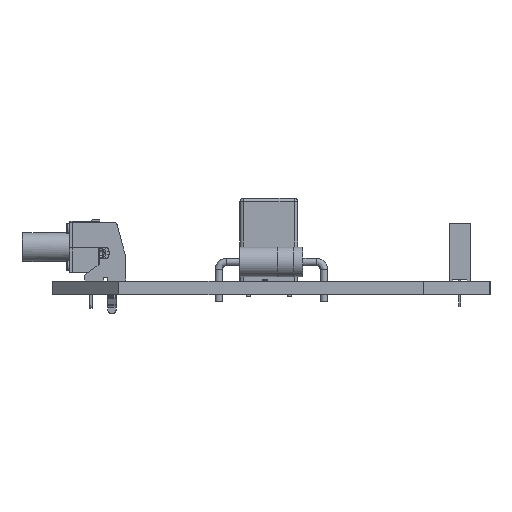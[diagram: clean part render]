
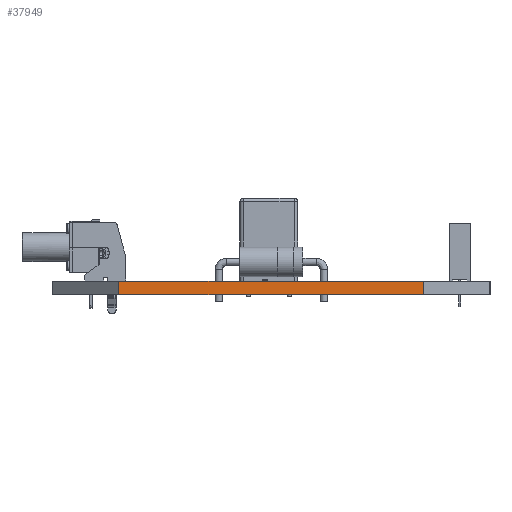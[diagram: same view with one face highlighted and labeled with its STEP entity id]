
A CAD part, front view. The second image highlights one B-rep face of the part: STEP entity #37949.
In plain terms, the highlighted planar face has unit normal (0, -1, 0).
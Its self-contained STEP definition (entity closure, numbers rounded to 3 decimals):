
#29497 = PLANE('',#29498);
#29498 = AXIS2_PLACEMENT_3D('',#29499,#29500,#29501);
#29499 = CARTESIAN_POINT('',(157.182,-102.548,1.6));
#29500 = DIRECTION('',(-0.,-0.,-1.));
#29501 = DIRECTION('',(-1.,0.,0.));
#29551 = PLANE('',#29552);
#29552 = AXIS2_PLACEMENT_3D('',#29553,#29554,#29555);
#29553 = CARTESIAN_POINT('',(157.182,-102.548,0.));
#29554 = DIRECTION('',(-0.,-0.,-1.));
#29555 = DIRECTION('',(-1.,0.,0.));
#29744 = VERTEX_POINT('',#29745);
#29745 = CARTESIAN_POINT('',(175.579,-152.969,0.));
#29759 = PLANE('',#29760);
#29760 = AXIS2_PLACEMENT_3D('',#29761,#29762,#29763);
#29761 = CARTESIAN_POINT('',(183.561,-144.987,0.));
#29762 = DIRECTION('',(0.707,-0.707,0.));
#29763 = DIRECTION('',(-0.707,-0.707,0.));
#29771 = EDGE_CURVE('',#29744,#29772,#29774,.T.);
#29772 = VERTEX_POINT('',#29773);
#29773 = CARTESIAN_POINT('',(138.777,-152.969,0.));
#29774 = SURFACE_CURVE('',#29775,(#29779,#29786),.PCURVE_S1.);
#29775 = LINE('',#29776,#29777);
#29776 = CARTESIAN_POINT('',(175.579,-152.969,0.));
#29777 = VECTOR('',#29778,1.);
#29778 = DIRECTION('',(-1.,0.,0.));
#29779 = PCURVE('',#29551,#29780);
#29780 = DEFINITIONAL_REPRESENTATION('',(#29781),#29785);
#29781 = LINE('',#29782,#29783);
#29782 = CARTESIAN_POINT('',(-18.397,-50.421));
#29783 = VECTOR('',#29784,1.);
#29784 = DIRECTION('',(1.,0.));
#29785 = ( GEOMETRIC_REPRESENTATION_CONTEXT(2) 
PARAMETRIC_REPRESENTATION_CONTEXT() REPRESENTATION_CONTEXT('2D SPACE',''
  ) );
#29786 = PCURVE('',#29787,#29792);
#29787 = PLANE('',#29788);
#29788 = AXIS2_PLACEMENT_3D('',#29789,#29790,#29791);
#29789 = CARTESIAN_POINT('',(175.579,-152.969,0.));
#29790 = DIRECTION('',(0.,-1.,0.));
#29791 = DIRECTION('',(-1.,0.,0.));
#29792 = DEFINITIONAL_REPRESENTATION('',(#29793),#29797);
#29793 = LINE('',#29794,#29795);
#29794 = CARTESIAN_POINT('',(0.,-0.));
#29795 = VECTOR('',#29796,1.);
#29796 = DIRECTION('',(1.,0.));
#29797 = ( GEOMETRIC_REPRESENTATION_CONTEXT(2) 
PARAMETRIC_REPRESENTATION_CONTEXT() REPRESENTATION_CONTEXT('2D SPACE',''
  ) );
#29815 = PLANE('',#29816);
#29816 = AXIS2_PLACEMENT_3D('',#29817,#29818,#29819);
#29817 = CARTESIAN_POINT('',(138.777,-152.969,0.));
#29818 = DIRECTION('',(-0.708,-0.706,0.));
#29819 = DIRECTION('',(-0.706,0.708,0.));
#34140 = VERTEX_POINT('',#34141);
#34141 = CARTESIAN_POINT('',(175.579,-152.969,1.6));
#34162 = EDGE_CURVE('',#34140,#34163,#34165,.T.);
#34163 = VERTEX_POINT('',#34164);
#34164 = CARTESIAN_POINT('',(138.777,-152.969,1.6));
#34165 = SURFACE_CURVE('',#34166,(#34170,#34177),.PCURVE_S1.);
#34166 = LINE('',#34167,#34168);
#34167 = CARTESIAN_POINT('',(175.579,-152.969,1.6));
#34168 = VECTOR('',#34169,1.);
#34169 = DIRECTION('',(-1.,0.,0.));
#34170 = PCURVE('',#29497,#34171);
#34171 = DEFINITIONAL_REPRESENTATION('',(#34172),#34176);
#34172 = LINE('',#34173,#34174);
#34173 = CARTESIAN_POINT('',(-18.397,-50.421));
#34174 = VECTOR('',#34175,1.);
#34175 = DIRECTION('',(1.,0.));
#34176 = ( GEOMETRIC_REPRESENTATION_CONTEXT(2) 
PARAMETRIC_REPRESENTATION_CONTEXT() REPRESENTATION_CONTEXT('2D SPACE',''
  ) );
#34177 = PCURVE('',#29787,#34178);
#34178 = DEFINITIONAL_REPRESENTATION('',(#34179),#34183);
#34179 = LINE('',#34180,#34181);
#34180 = CARTESIAN_POINT('',(0.,-1.6));
#34181 = VECTOR('',#34182,1.);
#34182 = DIRECTION('',(1.,0.));
#34183 = ( GEOMETRIC_REPRESENTATION_CONTEXT(2) 
PARAMETRIC_REPRESENTATION_CONTEXT() REPRESENTATION_CONTEXT('2D SPACE',''
  ) );
#37899 = EDGE_CURVE('',#29772,#34163,#37900,.T.);
#37900 = SURFACE_CURVE('',#37901,(#37905,#37912),.PCURVE_S1.);
#37901 = LINE('',#37902,#37903);
#37902 = CARTESIAN_POINT('',(138.777,-152.969,0.));
#37903 = VECTOR('',#37904,1.);
#37904 = DIRECTION('',(0.,0.,1.));
#37905 = PCURVE('',#29815,#37906);
#37906 = DEFINITIONAL_REPRESENTATION('',(#37907),#37911);
#37907 = LINE('',#37908,#37909);
#37908 = CARTESIAN_POINT('',(0.,0.));
#37909 = VECTOR('',#37910,1.);
#37910 = DIRECTION('',(0.,-1.));
#37911 = ( GEOMETRIC_REPRESENTATION_CONTEXT(2) 
PARAMETRIC_REPRESENTATION_CONTEXT() REPRESENTATION_CONTEXT('2D SPACE',''
  ) );
#37912 = PCURVE('',#29787,#37913);
#37913 = DEFINITIONAL_REPRESENTATION('',(#37914),#37918);
#37914 = LINE('',#37915,#37916);
#37915 = CARTESIAN_POINT('',(36.802,0.));
#37916 = VECTOR('',#37917,1.);
#37917 = DIRECTION('',(0.,-1.));
#37918 = ( GEOMETRIC_REPRESENTATION_CONTEXT(2) 
PARAMETRIC_REPRESENTATION_CONTEXT() REPRESENTATION_CONTEXT('2D SPACE',''
  ) );
#37928 = EDGE_CURVE('',#29744,#34140,#37929,.T.);
#37929 = SURFACE_CURVE('',#37930,(#37934,#37941),.PCURVE_S1.);
#37930 = LINE('',#37931,#37932);
#37931 = CARTESIAN_POINT('',(175.579,-152.969,0.));
#37932 = VECTOR('',#37933,1.);
#37933 = DIRECTION('',(0.,0.,1.));
#37934 = PCURVE('',#29759,#37935);
#37935 = DEFINITIONAL_REPRESENTATION('',(#37936),#37940);
#37936 = LINE('',#37937,#37938);
#37937 = CARTESIAN_POINT('',(11.287,0.));
#37938 = VECTOR('',#37939,1.);
#37939 = DIRECTION('',(0.,-1.));
#37940 = ( GEOMETRIC_REPRESENTATION_CONTEXT(2) 
PARAMETRIC_REPRESENTATION_CONTEXT() REPRESENTATION_CONTEXT('2D SPACE',''
  ) );
#37941 = PCURVE('',#29787,#37942);
#37942 = DEFINITIONAL_REPRESENTATION('',(#37943),#37947);
#37943 = LINE('',#37944,#37945);
#37944 = CARTESIAN_POINT('',(0.,-0.));
#37945 = VECTOR('',#37946,1.);
#37946 = DIRECTION('',(0.,-1.));
#37947 = ( GEOMETRIC_REPRESENTATION_CONTEXT(2) 
PARAMETRIC_REPRESENTATION_CONTEXT() REPRESENTATION_CONTEXT('2D SPACE',''
  ) );
#37949 = ADVANCED_FACE('',(#37950),#29787,.T.);
#37950 = FACE_BOUND('',#37951,.T.);
#37951 = EDGE_LOOP('',(#37952,#37953,#37954,#37955));
#37952 = ORIENTED_EDGE('',*,*,#37928,.T.);
#37953 = ORIENTED_EDGE('',*,*,#34162,.T.);
#37954 = ORIENTED_EDGE('',*,*,#37899,.F.);
#37955 = ORIENTED_EDGE('',*,*,#29771,.F.);
